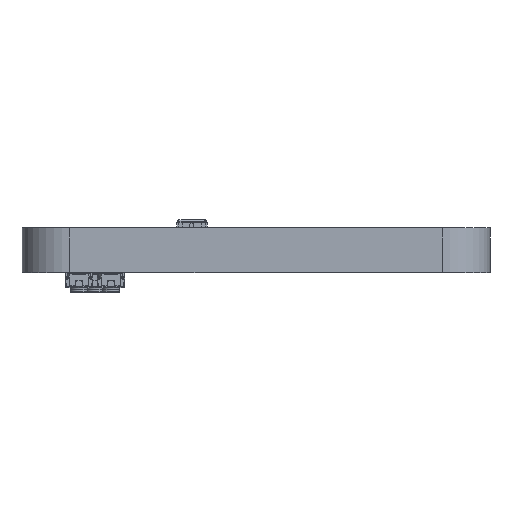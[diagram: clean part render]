
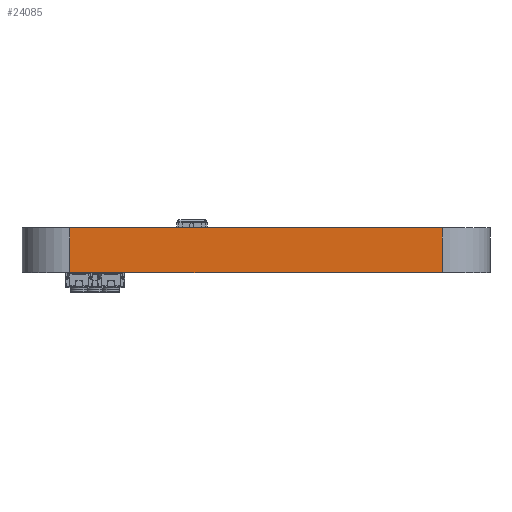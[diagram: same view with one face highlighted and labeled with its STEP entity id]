
A CAD part, left-side view. The second image highlights one B-rep face of the part: STEP entity #24085.
In plain terms, the highlighted planar face has unit normal (-1, 0, 0).
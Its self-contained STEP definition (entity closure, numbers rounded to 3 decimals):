
#19566 = PLANE('',#19567);
#19567 = AXIS2_PLACEMENT_3D('',#19568,#19569,#19570);
#19568 = CARTESIAN_POINT('',(34.417,19.037,4.69));
#19569 = DIRECTION('',(-0.,-0.,-1.));
#19570 = DIRECTION('',(-1.,0.,0.));
#19620 = PLANE('',#19621);
#19621 = AXIS2_PLACEMENT_3D('',#19622,#19623,#19624);
#19622 = CARTESIAN_POINT('',(34.417,19.037,0.));
#19623 = DIRECTION('',(-0.,-0.,-1.));
#19624 = DIRECTION('',(-1.,0.,0.));
#19894 = VERTEX_POINT('',#19895);
#19895 = CARTESIAN_POINT('',(-4.99,0.,0.));
#19914 = CYLINDRICAL_SURFACE('',#19915,5.);
#19915 = AXIS2_PLACEMENT_3D('',#19916,#19917,#19918);
#19916 = CARTESIAN_POINT('',(0.01,-0.,0.));
#19917 = DIRECTION('',(-0.,-0.,-1.));
#19918 = DIRECTION('',(1.,0.,-0.));
#19926 = EDGE_CURVE('',#19894,#19927,#19929,.T.);
#19927 = VERTEX_POINT('',#19928);
#19928 = CARTESIAN_POINT('',(-4.99,38.89,0.));
#19929 = SURFACE_CURVE('',#19930,(#19934,#19941),.PCURVE_S1.);
#19930 = LINE('',#19931,#19932);
#19931 = CARTESIAN_POINT('',(-4.99,0.,0.));
#19932 = VECTOR('',#19933,1.);
#19933 = DIRECTION('',(0.,1.,0.));
#19934 = PCURVE('',#19620,#19935);
#19935 = DEFINITIONAL_REPRESENTATION('',(#19936),#19940);
#19936 = LINE('',#19937,#19938);
#19937 = CARTESIAN_POINT('',(39.407,-19.037));
#19938 = VECTOR('',#19939,1.);
#19939 = DIRECTION('',(0.,1.));
#19940 = ( GEOMETRIC_REPRESENTATION_CONTEXT(2) 
PARAMETRIC_REPRESENTATION_CONTEXT() REPRESENTATION_CONTEXT('2D SPACE',''
  ) );
#19941 = PCURVE('',#19942,#19947);
#19942 = PLANE('',#19943);
#19943 = AXIS2_PLACEMENT_3D('',#19944,#19945,#19946);
#19944 = CARTESIAN_POINT('',(-4.99,0.,0.));
#19945 = DIRECTION('',(-1.,0.,0.));
#19946 = DIRECTION('',(0.,1.,0.));
#19947 = DEFINITIONAL_REPRESENTATION('',(#19948),#19952);
#19948 = LINE('',#19949,#19950);
#19949 = CARTESIAN_POINT('',(0.,0.));
#19950 = VECTOR('',#19951,1.);
#19951 = DIRECTION('',(1.,0.));
#19952 = ( GEOMETRIC_REPRESENTATION_CONTEXT(2) 
PARAMETRIC_REPRESENTATION_CONTEXT() REPRESENTATION_CONTEXT('2D SPACE',''
  ) );
#19975 = CYLINDRICAL_SURFACE('',#19976,5.);
#19976 = AXIS2_PLACEMENT_3D('',#19977,#19978,#19979);
#19977 = CARTESIAN_POINT('',(0.01,38.9,0.));
#19978 = DIRECTION('',(-0.,-0.,-1.));
#19979 = DIRECTION('',(1.,0.,-0.));
#22066 = VERTEX_POINT('',#22067);
#22067 = CARTESIAN_POINT('',(-4.99,0.,4.69));
#22093 = EDGE_CURVE('',#22066,#22094,#22096,.T.);
#22094 = VERTEX_POINT('',#22095);
#22095 = CARTESIAN_POINT('',(-4.99,38.89,4.69));
#22096 = SURFACE_CURVE('',#22097,(#22101,#22108),.PCURVE_S1.);
#22097 = LINE('',#22098,#22099);
#22098 = CARTESIAN_POINT('',(-4.99,0.,4.69));
#22099 = VECTOR('',#22100,1.);
#22100 = DIRECTION('',(0.,1.,0.));
#22101 = PCURVE('',#19566,#22102);
#22102 = DEFINITIONAL_REPRESENTATION('',(#22103),#22107);
#22103 = LINE('',#22104,#22105);
#22104 = CARTESIAN_POINT('',(39.407,-19.037));
#22105 = VECTOR('',#22106,1.);
#22106 = DIRECTION('',(0.,1.));
#22107 = ( GEOMETRIC_REPRESENTATION_CONTEXT(2) 
PARAMETRIC_REPRESENTATION_CONTEXT() REPRESENTATION_CONTEXT('2D SPACE',''
  ) );
#22108 = PCURVE('',#19942,#22109);
#22109 = DEFINITIONAL_REPRESENTATION('',(#22110),#22114);
#22110 = LINE('',#22111,#22112);
#22111 = CARTESIAN_POINT('',(0.,-4.69));
#22112 = VECTOR('',#22113,1.);
#22113 = DIRECTION('',(1.,0.));
#22114 = ( GEOMETRIC_REPRESENTATION_CONTEXT(2) 
PARAMETRIC_REPRESENTATION_CONTEXT() REPRESENTATION_CONTEXT('2D SPACE',''
  ) );
#24035 = EDGE_CURVE('',#19894,#22066,#24036,.T.);
#24036 = SURFACE_CURVE('',#24037,(#24041,#24048),.PCURVE_S1.);
#24037 = LINE('',#24038,#24039);
#24038 = CARTESIAN_POINT('',(-4.99,0.,0.));
#24039 = VECTOR('',#24040,1.);
#24040 = DIRECTION('',(0.,0.,1.));
#24041 = PCURVE('',#19914,#24042);
#24042 = DEFINITIONAL_REPRESENTATION('',(#24043),#24047);
#24043 = LINE('',#24044,#24045);
#24044 = CARTESIAN_POINT('',(-3.142,0.));
#24045 = VECTOR('',#24046,1.);
#24046 = DIRECTION('',(-0.,-1.));
#24047 = ( GEOMETRIC_REPRESENTATION_CONTEXT(2) 
PARAMETRIC_REPRESENTATION_CONTEXT() REPRESENTATION_CONTEXT('2D SPACE',''
  ) );
#24048 = PCURVE('',#19942,#24049);
#24049 = DEFINITIONAL_REPRESENTATION('',(#24050),#24054);
#24050 = LINE('',#24051,#24052);
#24051 = CARTESIAN_POINT('',(0.,0.));
#24052 = VECTOR('',#24053,1.);
#24053 = DIRECTION('',(0.,-1.));
#24054 = ( GEOMETRIC_REPRESENTATION_CONTEXT(2) 
PARAMETRIC_REPRESENTATION_CONTEXT() REPRESENTATION_CONTEXT('2D SPACE',''
  ) );
#24085 = ADVANCED_FACE('',(#24086),#19942,.T.);
#24086 = FACE_BOUND('',#24087,.T.);
#24087 = EDGE_LOOP('',(#24088,#24089,#24090,#24111));
#24088 = ORIENTED_EDGE('',*,*,#24035,.T.);
#24089 = ORIENTED_EDGE('',*,*,#22093,.T.);
#24090 = ORIENTED_EDGE('',*,*,#24091,.F.);
#24091 = EDGE_CURVE('',#19927,#22094,#24092,.T.);
#24092 = SURFACE_CURVE('',#24093,(#24097,#24104),.PCURVE_S1.);
#24093 = LINE('',#24094,#24095);
#24094 = CARTESIAN_POINT('',(-4.99,38.89,0.));
#24095 = VECTOR('',#24096,1.);
#24096 = DIRECTION('',(0.,0.,1.));
#24097 = PCURVE('',#19942,#24098);
#24098 = DEFINITIONAL_REPRESENTATION('',(#24099),#24103);
#24099 = LINE('',#24100,#24101);
#24100 = CARTESIAN_POINT('',(38.89,0.));
#24101 = VECTOR('',#24102,1.);
#24102 = DIRECTION('',(0.,-1.));
#24103 = ( GEOMETRIC_REPRESENTATION_CONTEXT(2) 
PARAMETRIC_REPRESENTATION_CONTEXT() REPRESENTATION_CONTEXT('2D SPACE',''
  ) );
#24104 = PCURVE('',#19975,#24105);
#24105 = DEFINITIONAL_REPRESENTATION('',(#24106),#24110);
#24106 = LINE('',#24107,#24108);
#24107 = CARTESIAN_POINT('',(-3.144,0.));
#24108 = VECTOR('',#24109,1.);
#24109 = DIRECTION('',(-0.,-1.));
#24110 = ( GEOMETRIC_REPRESENTATION_CONTEXT(2) 
PARAMETRIC_REPRESENTATION_CONTEXT() REPRESENTATION_CONTEXT('2D SPACE',''
  ) );
#24111 = ORIENTED_EDGE('',*,*,#19926,.F.);
